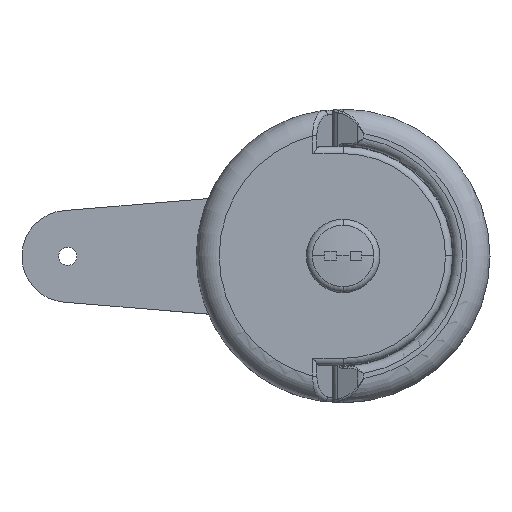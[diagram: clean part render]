
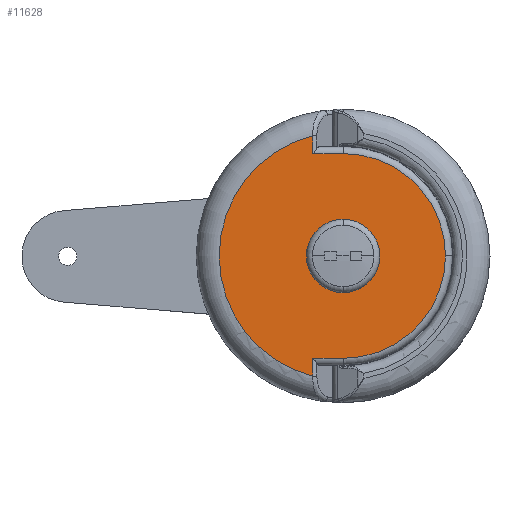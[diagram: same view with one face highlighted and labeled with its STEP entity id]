
A CAD part, top view. The second image highlights one B-rep face of the part: STEP entity #11628.
In plain terms, the highlighted planar face has unit normal (0, 0, 1).
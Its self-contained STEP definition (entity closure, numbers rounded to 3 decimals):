
#91 = CARTESIAN_POINT ( 'NONE',  ( 0., 0., 7. ) ) ;
#282 = DIRECTION ( 'NONE',  ( -1., 0., 0. ) ) ;
#371 = ORIENTED_EDGE ( 'NONE', *, *, #1662, .T. ) ;
#393 = EDGE_CURVE ( 'NONE', #2848, #4051, #9298, .T. ) ;
#438 = CARTESIAN_POINT ( 'NONE',  ( -6.577, 26.187, 7. ) ) ;
#515 = DIRECTION ( 'NONE',  ( 0., 0., 1. ) ) ;
#526 = CARTESIAN_POINT ( 'NONE',  ( 0., 0., 7. ) ) ;
#530 = CARTESIAN_POINT ( 'NONE',  ( 0., 22.3, 7. ) ) ;
#553 = AXIS2_PLACEMENT_3D ( 'NONE', #526, #11152, #9923 ) ;
#629 = AXIS2_PLACEMENT_3D ( 'NONE', #3266, #2064, #856 ) ;
#693 = CARTESIAN_POINT ( 'NONE',  ( 0., 0., 7. ) ) ;
#856 = DIRECTION ( 'NONE',  ( 1., 0., 0. ) ) ;
#1336 = EDGE_CURVE ( 'NONE', #1501, #10668, #7145, .T. ) ;
#1382 = EDGE_LOOP ( 'NONE', ( #8310, #1871 ) ) ;
#1495 = CARTESIAN_POINT ( 'NONE',  ( -6.577, 22.3, 7. ) ) ;
#1501 = VERTEX_POINT ( 'NONE', #2712 ) ;
#1525 = EDGE_LOOP ( 'NONE', ( #1990, #3094, #371, #3689, #11621, #2636, #9345 ) ) ;
#1530 = DIRECTION ( 'NONE',  ( 0., 1., 0. ) ) ;
#1646 = CIRCLE ( 'NONE', #553, 8. ) ;
#1662 = EDGE_CURVE ( 'NONE', #10584, #2996, #9391, .T. ) ;
#1713 = CARTESIAN_POINT ( 'NONE',  ( 0., 0., 7. ) ) ;
#1871 = ORIENTED_EDGE ( 'NONE', *, *, #393, .F. ) ;
#1990 = ORIENTED_EDGE ( 'NONE', *, *, #6378, .T. ) ;
#2064 = DIRECTION ( 'NONE',  ( 0., 0., 1. ) ) ;
#2274 = VECTOR ( 'NONE', #4720, 1000. ) ;
#2331 = VERTEX_POINT ( 'NONE', #9487 ) ;
#2636 = ORIENTED_EDGE ( 'NONE', *, *, #10248, .T. ) ;
#2682 = LINE ( 'NONE', #1495, #2737 ) ;
#2712 = CARTESIAN_POINT ( 'NONE',  ( -6.577, -22.3, 7. ) ) ;
#2723 = CARTESIAN_POINT ( 'NONE',  ( -6.577, 0., 7. ) ) ;
#2737 = VECTOR ( 'NONE', #282, 1000. ) ;
#2848 = VERTEX_POINT ( 'NONE', #5827 ) ;
#2922 = PLANE ( 'NONE',  #5667 ) ;
#2996 = VERTEX_POINT ( 'NONE', #5676 ) ;
#3094 = ORIENTED_EDGE ( 'NONE', *, *, #8219, .T. ) ;
#3266 = CARTESIAN_POINT ( 'NONE',  ( 0., 0., 7. ) ) ;
#3689 = ORIENTED_EDGE ( 'NONE', *, *, #6347, .T. ) ;
#4051 = VERTEX_POINT ( 'NONE', #11816 ) ;
#4180 = AXIS2_PLACEMENT_3D ( 'NONE', #91, #10717, #9509 ) ;
#4193 = DIRECTION ( 'NONE',  ( 0., 1., 0. ) ) ;
#4227 = AXIS2_PLACEMENT_3D ( 'NONE', #693, #7680, #6452 ) ;
#4720 = DIRECTION ( 'NONE',  ( 1., 0., 0. ) ) ;
#4801 = EDGE_CURVE ( 'NONE', #4051, #2848, #1646, .T. ) ;
#4909 = VECTOR ( 'NONE', #1530, 1000. ) ;
#4916 = CIRCLE ( 'NONE', #9575, 22.3 ) ;
#5070 = VERTEX_POINT ( 'NONE', #9213 ) ;
#5194 = VECTOR ( 'NONE', #4193, 1000. ) ;
#5393 = CARTESIAN_POINT ( 'NONE',  ( -6.577, 0., 7. ) ) ;
#5667 = AXIS2_PLACEMENT_3D ( 'NONE', #1713, #515, #11140 ) ;
#5676 = CARTESIAN_POINT ( 'NONE',  ( -6.577, -26.187, 7. ) ) ;
#5827 = CARTESIAN_POINT ( 'NONE',  ( -8., 0., 7. ) ) ;
#5912 = CARTESIAN_POINT ( 'NONE',  ( 0., -22.3, 7. ) ) ;
#5935 = CARTESIAN_POINT ( 'NONE',  ( 0., -22.3, 7. ) ) ;
#6347 = EDGE_CURVE ( 'NONE', #2996, #1501, #6613, .T. ) ;
#6354 = LINE ( 'NONE', #2723, #4909 ) ;
#6378 = EDGE_CURVE ( 'NONE', #8417, #2331, #2682, .T. ) ;
#6452 = DIRECTION ( 'NONE',  ( 1., 0., 0. ) ) ;
#6585 = FACE_OUTER_BOUND ( 'NONE', #1525, .T. ) ;
#6613 = LINE ( 'NONE', #5393, #5194 ) ;
#7145 = LINE ( 'NONE', #5935, #2274 ) ;
#7196 = FACE_BOUND ( 'NONE', #1382, .T. ) ;
#7680 = DIRECTION ( 'NONE',  ( 0., 0., 1. ) ) ;
#8219 = EDGE_CURVE ( 'NONE', #2331, #10584, #6354, .T. ) ;
#8295 = DIRECTION ( 'NONE',  ( 1., 0., 0. ) ) ;
#8310 = ORIENTED_EDGE ( 'NONE', *, *, #4801, .F. ) ;
#8417 = VERTEX_POINT ( 'NONE', #530 ) ;
#9059 = EDGE_CURVE ( 'NONE', #5070, #8417, #10130, .T. ) ;
#9213 = CARTESIAN_POINT ( 'NONE',  ( 22.3, 0., 7. ) ) ;
#9298 = CIRCLE ( 'NONE', #629, 8. ) ;
#9345 = ORIENTED_EDGE ( 'NONE', *, *, #9059, .T. ) ;
#9391 = CIRCLE ( 'NONE', #4180, 27. ) ;
#9487 = CARTESIAN_POINT ( 'NONE',  ( -6.577, 22.3, 7. ) ) ;
#9507 = DIRECTION ( 'NONE',  ( 0., 0., 1. ) ) ;
#9509 = DIRECTION ( 'NONE',  ( 1., 0., 0. ) ) ;
#9575 = AXIS2_PLACEMENT_3D ( 'NONE', #10715, #9507, #8295 ) ;
#9923 = DIRECTION ( 'NONE',  ( 1., 0., 0. ) ) ;
#10130 = CIRCLE ( 'NONE', #4227, 22.3 ) ;
#10248 = EDGE_CURVE ( 'NONE', #10668, #5070, #4916, .T. ) ;
#10584 = VERTEX_POINT ( 'NONE', #438 ) ;
#10668 = VERTEX_POINT ( 'NONE', #5912 ) ;
#10715 = CARTESIAN_POINT ( 'NONE',  ( 0., 0., 7. ) ) ;
#10717 = DIRECTION ( 'NONE',  ( 0., 0., 1. ) ) ;
#11140 = DIRECTION ( 'NONE',  ( 1., 0., 0. ) ) ;
#11152 = DIRECTION ( 'NONE',  ( 0., 0., 1. ) ) ;
#11621 = ORIENTED_EDGE ( 'NONE', *, *, #1336, .T. ) ;
#11628 = ADVANCED_FACE ( 'NONE', ( #6585, #7196 ), #2922, .T. ) ;
#11816 = CARTESIAN_POINT ( 'NONE',  ( 8., 0., 7. ) ) ;
